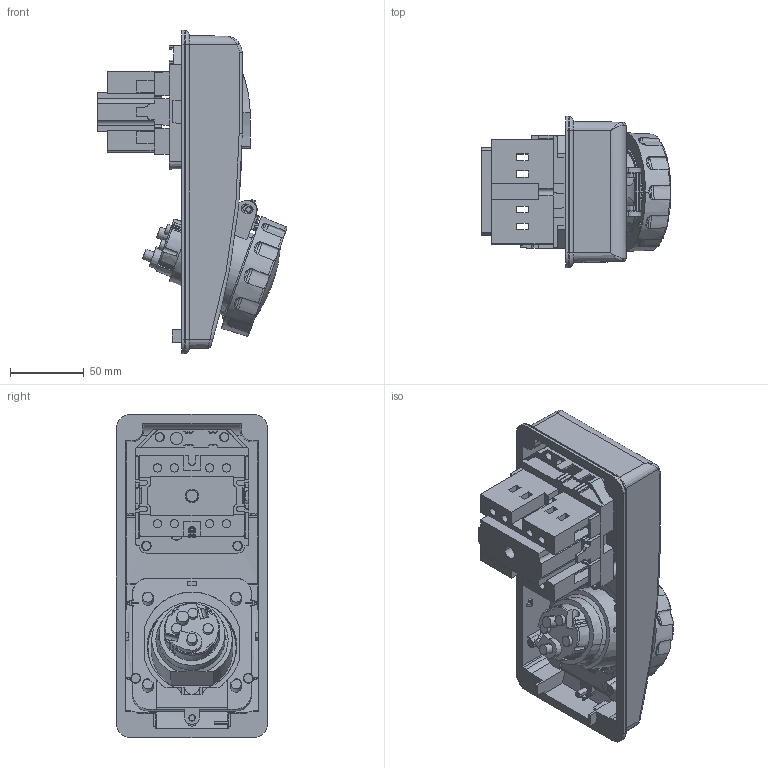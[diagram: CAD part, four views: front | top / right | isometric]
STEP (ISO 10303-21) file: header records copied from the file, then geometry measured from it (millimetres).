
FILE_DESCRIPTION((''),'2;1');
FILE_NAME('GW66308N_SW0001','2020-07-27T09:25:50',('User'),('Technoprobe spa'),'CREO PARAMETRIC BY PTC INC, 2019471','CREO PARAMETRIC BY PTC INC, 2019471','');
FILE_SCHEMA(('CONFIG_CONTROL_DESIGN'));
Products named in the file (1): GW66308N_SW0001
Bounding box: 128.97 x 103 x 220 mm (x, y, z)
Volume: 556561.1 mm3; surface area: 187522.9 mm2
Topology: 1 solids, 1 shells, 1266 faces, 3591 edges, 2377 vertices
Faces by surface type: plane 689, cylinder 184, cone 178, bspline 152, torus 49, extrusion 12, sphere 2
Entity records: 50719 total; most frequent: CARTESIAN_POINT 19411, ORIENTED_EDGE 7174, DIRECTION 5607, EDGE_CURVE 3587, VERTEX_POINT 2377, VECTOR 1887, LINE 1875, AXIS2_PLACEMENT_3D 1860
